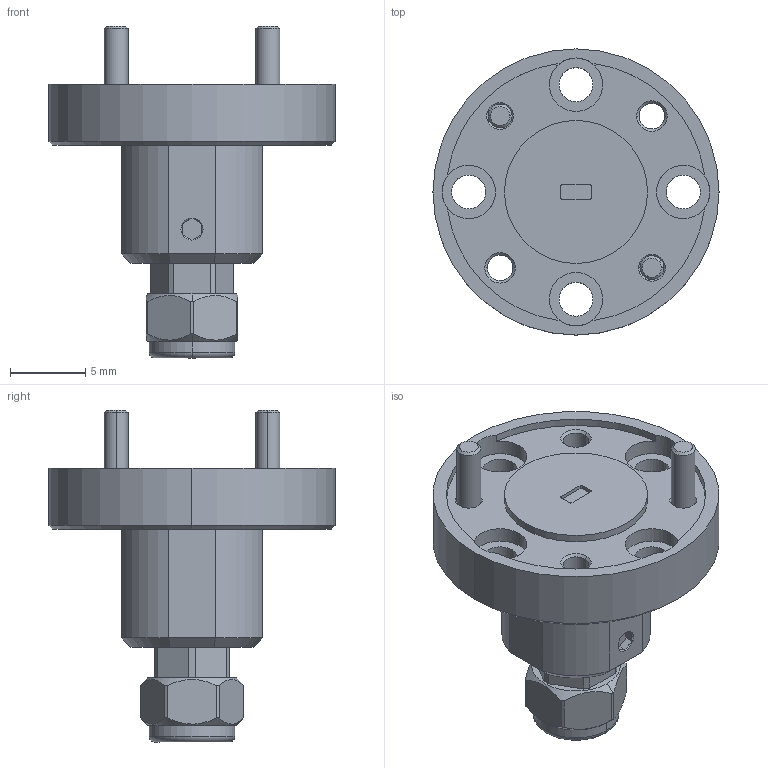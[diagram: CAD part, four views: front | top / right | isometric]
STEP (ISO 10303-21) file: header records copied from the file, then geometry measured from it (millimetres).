
FILE_DESCRIPTION (( 'STEP AP214' ), '1' );
FILE_NAME ('WC-FE-A, Male Defeatured.STEP', '2024-04-08T19:03:51', ( '' ), ( '' ), 'SwSTEP 2.0', 'SolidWorks 2021', '' );
FILE_SCHEMA (( 'AUTOMOTIVE_DESIGN' ));
Length unit declared in the file: inch
Products named in the file (1): WC-FE-A, Male Defeatured
Bounding box: 19.05 x 19.05 x 22.11 mm (x, y, z)
Volume: 1729.1 mm3; surface area: 1467.4 mm2
Topology: 3 solids, 3 shells, 184 faces, 431 edges, 264 vertices
Faces by surface type: plane 76, cylinder 59, cone 45, torus 2, bspline 2
Entity records: 8157 total; most frequent: CARTESIAN_POINT 1451, DIRECTION 947, ORIENTED_EDGE 862, EDGE_CURVE 431, AXIS2_PLACEMENT_3D 375, VERTEX_POINT 264, EDGE_LOOP 211, VECTOR 197
